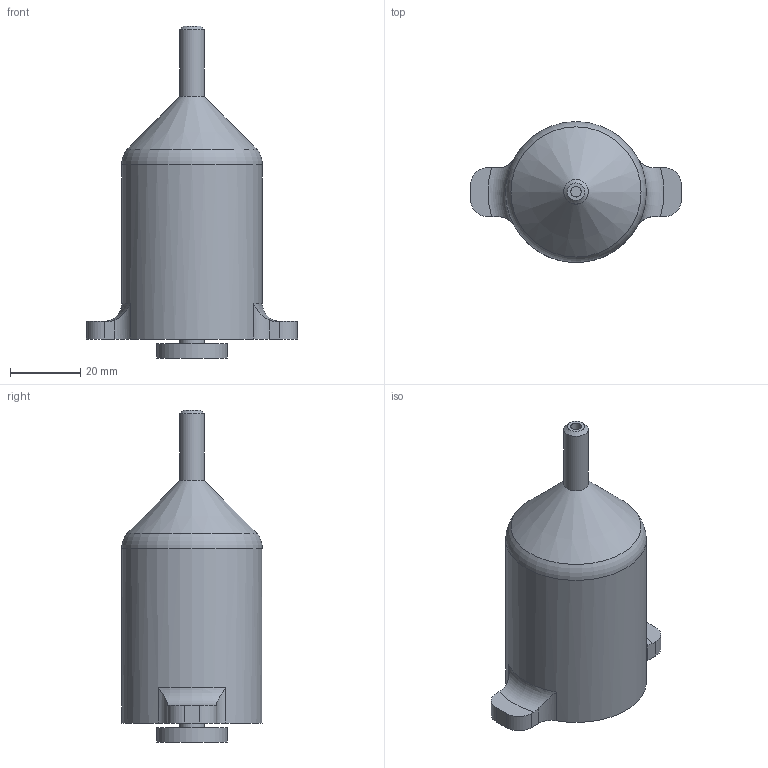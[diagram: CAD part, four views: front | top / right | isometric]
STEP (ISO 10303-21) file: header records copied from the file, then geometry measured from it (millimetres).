
FILE_DESCRIPTION(/* description */ (''),/* implementation_level */ '2;1');
FILE_NAME(/* name */ '3D_prentun_hlutur.step',/* time_stamp */ '2022-02-28T20:30:29+00:00',/* author */ (''),/* organization */ (''),/* preprocessor_version */ 'ST-DEVELOPER v18.1',/* originating_system */ 'Autodesk Translation Framework v10.13.0.1454',/* authorisation */ '');
FILE_SCHEMA (('AUTOMOTIVE_DESIGN { 1 0 10303 214 3 1 1 }'));
Length unit declared in the file: millimetre
Products named in the file (1): sprauta
Bounding box: 60 x 40 x 94.4 mm (x, y, z)
Volume: 54406.1 mm3; surface area: 20694.2 mm2
Topology: 2 solids, 2 shells, 38 faces, 93 edges, 60 vertices
Faces by surface type: cylinder 16, plane 13, cone 6, torus 3
Full cylindrical faces by diameter (mm): 3 x1, 7 x2, 7.6 x1, 20 x1, 31.4 x1, 32 x1, 40 x1
Entity records: 1216 total; most frequent: CARTESIAN_POINT 256, DIRECTION 206, ORIENTED_EDGE 186, EDGE_CURVE 93, AXIS2_PLACEMENT_3D 82, VERTEX_POINT 60, CIRCLE 43, LINE 42
